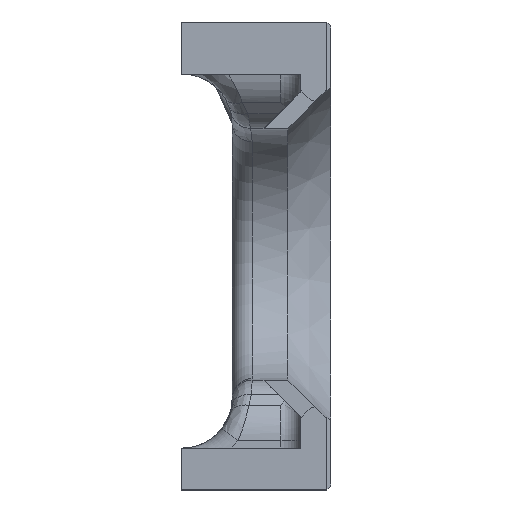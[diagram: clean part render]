
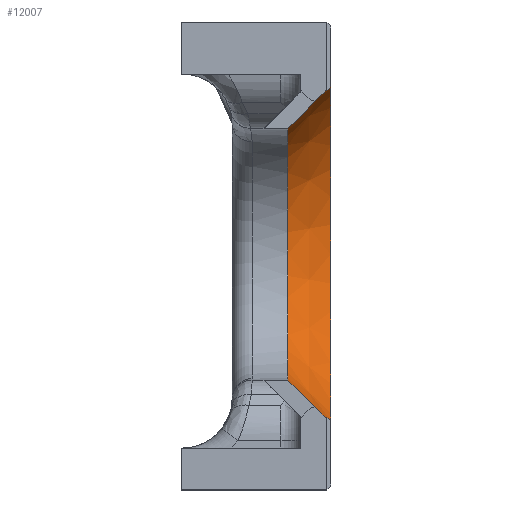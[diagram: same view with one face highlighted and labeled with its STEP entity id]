
A CAD part, left-side view. The second image highlights one B-rep face of the part: STEP entity #12007.
In plain terms, the highlighted conical face has half-angle 45 degrees and reference radius 6.388 mm.
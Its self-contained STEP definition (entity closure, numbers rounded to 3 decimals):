
#68 = ORIENTED_EDGE ( 'NONE', *, *, #3337, .T. ) ;
#99 = LINE ( 'NONE', #5051, #6965 ) ;
#166 = DIRECTION ( 'NONE',  ( 0., 0.707, -0.707 ) ) ;
#177 = VERTEX_POINT ( 'NONE', #12989 ) ;
#382 = ORIENTED_EDGE ( 'NONE', *, *, #2330, .T. ) ;
#630 = VERTEX_POINT ( 'NONE', #7291 ) ;
#734 = CIRCLE ( 'NONE', #6630, 16.937 ) ;
#768 = ORIENTED_EDGE ( 'NONE', *, *, #6387, .T. ) ;
#832 = CARTESIAN_POINT ( 'NONE',  ( -141.866, 17.558, 22.292 ) ) ;
#1045 = VECTOR ( 'NONE', #11878, 1000. ) ;
#1771 = DIRECTION ( 'NONE',  ( 0., 0., -1. ) ) ;
#2001 = VERTEX_POINT ( 'NONE', #3319 ) ;
#2127 = CARTESIAN_POINT ( 'NONE',  ( -141.866, 6.524, 0.549 ) ) ;
#2330 = EDGE_CURVE ( 'NONE', #2923, #4748, #99, .T. ) ;
#2344 = EDGE_CURVE ( 'NONE', #11068, #630, #8140, .T. ) ;
#2400 = DIRECTION ( 'NONE',  ( 0., -0.707, -0.707 ) ) ;
#2707 = CARTESIAN_POINT ( 'NONE',  ( -141.866, 39.301, 0.549 ) ) ;
#2923 = VERTEX_POINT ( 'NONE', #2707 ) ;
#2945 = DIRECTION ( 'NONE',  ( 0., 0.707, 0.707 ) ) ;
#3319 = CARTESIAN_POINT ( 'NONE',  ( -141.866, 10.267, 4.292 ) ) ;
#3337 = EDGE_CURVE ( 'NONE', #2001, #177, #10358, .T. ) ;
#3470 = VECTOR ( 'NONE', #8147, 1000. ) ;
#3577 = CARTESIAN_POINT ( 'NONE',  ( -141.866, 39.85, 0. ) ) ;
#3861 = DIRECTION ( 'NONE',  ( 0., 1., 0. ) ) ;
#3927 = EDGE_CURVE ( 'NONE', #177, #5146, #5887, .T. ) ;
#4001 = DIRECTION ( 'NONE',  ( 0., 1., 0. ) ) ;
#4048 = VECTOR ( 'NONE', #6776, 1000. ) ;
#4418 = CARTESIAN_POINT ( 'NONE',  ( -141.866, 38.3, 1.55 ) ) ;
#4567 = ORIENTED_EDGE ( 'NONE', *, *, #7951, .T. ) ;
#4617 = CARTESIAN_POINT ( 'NONE',  ( -141.866, 5.975, 0. ) ) ;
#4748 = VERTEX_POINT ( 'NONE', #3577 ) ;
#5051 = CARTESIAN_POINT ( 'NONE',  ( -141.866, 29.301, 10.549 ) ) ;
#5146 = VERTEX_POINT ( 'NONE', #4418 ) ;
#5887 = LINE ( 'NONE', #7863, #1045 ) ;
#6275 = AXIS2_PLACEMENT_3D ( 'NONE', #10983, #10859, #3861 ) ;
#6387 = EDGE_CURVE ( 'NONE', #4748, #7666, #734, .T. ) ;
#6535 = EDGE_CURVE ( 'NONE', #630, #2001, #11252, .T. ) ;
#6630 = AXIS2_PLACEMENT_3D ( 'NONE', #12906, #1771, #4001 ) ;
#6700 = CONICAL_SURFACE ( 'NONE', #6275, 6.389, 0.785 ) ;
#6776 = DIRECTION ( 'NONE',  ( 0., 0.707, -0.707 ) ) ;
#6965 = VECTOR ( 'NONE', #166, 1000. ) ;
#7165 = DIRECTION ( 'NONE',  ( 0., 0., 1. ) ) ;
#7291 = CARTESIAN_POINT ( 'NONE',  ( -141.866, 7.525, 1.55 ) ) ;
#7300 = ORIENTED_EDGE ( 'NONE', *, *, #6535, .T. ) ;
#7658 = LINE ( 'NONE', #11236, #11902 ) ;
#7666 = VERTEX_POINT ( 'NONE', #4617 ) ;
#7828 = LINE ( 'NONE', #832, #4048 ) ;
#7863 = CARTESIAN_POINT ( 'NONE',  ( -141.866, 22.913, 16.937 ) ) ;
#7951 = EDGE_CURVE ( 'NONE', #5146, #2923, #7828, .T. ) ;
#7956 = CARTESIAN_POINT ( 'NONE',  ( -141.866, 15.621, 9.646 ) ) ;
#7970 = ORIENTED_EDGE ( 'NONE', *, *, #12684, .F. ) ;
#8140 = LINE ( 'NONE', #7956, #11591 ) ;
#8147 = DIRECTION ( 'NONE',  ( 0., 0.707, 0.707 ) ) ;
#8475 = EDGE_LOOP ( 'NONE', ( #7970, #12847, #7300, #68, #10555, #4567, #382, #768 ) ) ;
#9294 = AXIS2_PLACEMENT_3D ( 'NONE', #10199, #7165, #11311 ) ;
#9872 = FACE_OUTER_BOUND ( 'NONE', #8475, .T. ) ;
#10199 = CARTESIAN_POINT ( 'NONE',  ( -141.866, 22.913, 4.292 ) ) ;
#10358 = CIRCLE ( 'NONE', #9294, 12.646 ) ;
#10555 = ORIENTED_EDGE ( 'NONE', *, *, #3927, .T. ) ;
#10859 = DIRECTION ( 'NONE',  ( 0., 0., -1. ) ) ;
#10983 = CARTESIAN_POINT ( 'NONE',  ( -141.866, 22.913, 10.549 ) ) ;
#11068 = VERTEX_POINT ( 'NONE', #2127 ) ;
#11236 = CARTESIAN_POINT ( 'NONE',  ( -141.866, 16.524, 10.549 ) ) ;
#11252 = LINE ( 'NONE', #12305, #3470 ) ;
#11311 = DIRECTION ( 'NONE',  ( 0., 1., 0. ) ) ;
#11591 = VECTOR ( 'NONE', #2945, 1000. ) ;
#11878 = DIRECTION ( 'NONE',  ( 0., 0.707, -0.707 ) ) ;
#11902 = VECTOR ( 'NONE', #2400, 1000. ) ;
#12007 = ADVANCED_FACE ( 'NONE', ( #9872 ), #6700, .F. ) ;
#12305 = CARTESIAN_POINT ( 'NONE',  ( -141.866, 22.913, 16.937 ) ) ;
#12684 = EDGE_CURVE ( 'NONE', #11068, #7666, #7658, .T. ) ;
#12847 = ORIENTED_EDGE ( 'NONE', *, *, #2344, .T. ) ;
#12906 = CARTESIAN_POINT ( 'NONE',  ( -141.866, 22.913, 0. ) ) ;
#12989 = CARTESIAN_POINT ( 'NONE',  ( -141.866, 35.558, 4.292 ) ) ;
